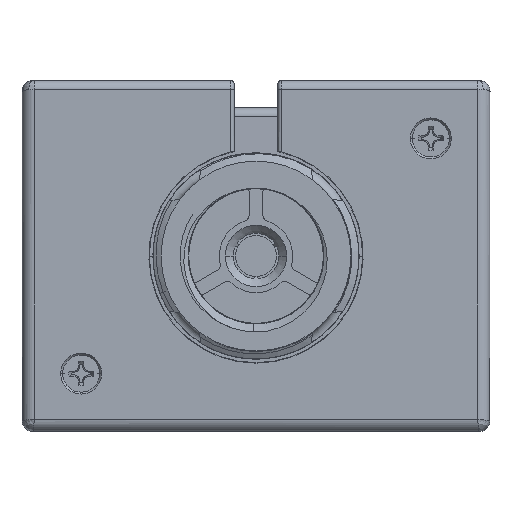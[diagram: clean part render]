
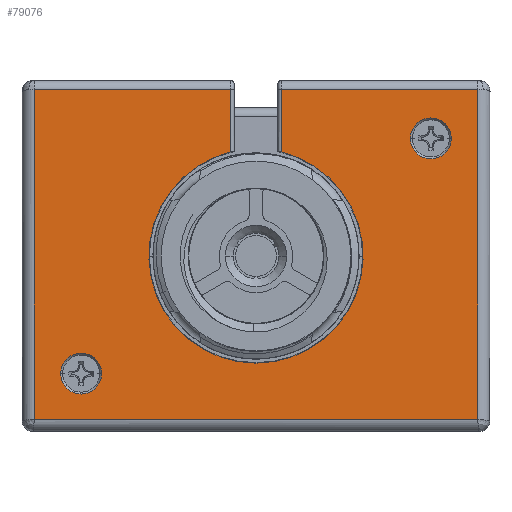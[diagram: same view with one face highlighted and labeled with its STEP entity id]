
A CAD part, front view. The second image highlights one B-rep face of the part: STEP entity #79076.
In plain terms, the highlighted planar face has unit normal (0, -1, 0).
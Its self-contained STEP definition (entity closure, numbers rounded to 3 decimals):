
#72241=CARTESIAN_POINT('',(25.4,0.,17.09));
#72242=DIRECTION('',(0.,1.,0.));
#72243=DIRECTION('',(-1.,0.,0.));
#72244=AXIS2_PLACEMENT_3D('',#72241,#72242,#72243);
#72246=CARTESIAN_POINT('',(25.4,0.,17.09));
#72247=DIRECTION('',(0.,1.,0.));
#72248=DIRECTION('',(1.,0.,0.));
#72249=AXIS2_PLACEMENT_3D('',#72246,#72247,#72248);
#72251=CARTESIAN_POINT('',(-25.4,0.,-17.09));
#72252=DIRECTION('',(0.,1.,0.));
#72253=DIRECTION('',(-1.,0.,0.));
#72254=AXIS2_PLACEMENT_3D('',#72251,#72252,#72253);
#72256=CARTESIAN_POINT('',(-25.4,0.,-17.09));
#72257=DIRECTION('',(0.,1.,0.));
#72258=DIRECTION('',(1.,0.,0.));
#72259=AXIS2_PLACEMENT_3D('',#72256,#72257,#72258);
#72261=DIRECTION('',(1.,0.,0.));
#72262=VECTOR('',#72261,28.525);
#72263=CARTESIAN_POINT('',(3.675,0.,24.15));
#72264=LINE('',#72263,#72262);
#72265=DIRECTION('',(0.,0.,-1.));
#72266=VECTOR('',#72265,47.85);
#72267=CARTESIAN_POINT('',(32.2,0.,24.15));
#72268=LINE('',#72267,#72266);
#72269=DIRECTION('',(-1.,0.,0.));
#72270=VECTOR('',#72269,64.4);
#72271=CARTESIAN_POINT('',(32.2,0.,-23.7));
#72272=LINE('',#72271,#72270);
#72273=DIRECTION('',(0.,0.,-1.));
#72274=VECTOR('',#72273,47.85);
#72275=CARTESIAN_POINT('',(-32.2,0.,24.15));
#72276=LINE('',#72275,#72274);
#72277=DIRECTION('',(1.,0.,0.));
#72278=VECTOR('',#72277,28.525);
#72279=CARTESIAN_POINT('',(-32.2,0.,24.15));
#72280=LINE('',#72279,#72278);
#72281=DIRECTION('',(0.,0.,1.));
#72282=VECTOR('',#72281,9.027);
#72283=CARTESIAN_POINT('',(-3.675,0.,15.123));
#72284=LINE('',#72283,#72282);
#72285=CARTESIAN_POINT('',(0.,0.,0.));
#72286=DIRECTION('',(0.,1.,0.));
#72287=DIRECTION('',(0.236,0.,0.972));
#72288=AXIS2_PLACEMENT_3D('',#72285,#72286,#72287);
#72290=DIRECTION('',(0.,0.,-1.));
#72291=VECTOR('',#72290,9.027);
#72292=CARTESIAN_POINT('',(3.675,0.,24.15));
#72293=LINE('',#72292,#72291);
#73446=CARTESIAN_POINT('',(-3.675,0.,15.123));
#73453=CARTESIAN_POINT('',(3.675,0.,15.123));
#77845=CARTESIAN_POINT('',(32.2,0.,-23.7));
#77846=CARTESIAN_POINT('',(-32.2,0.,-23.7));
#77847=VERTEX_POINT('',#77845);
#77848=VERTEX_POINT('',#77846);
#77858=VERTEX_POINT('',#73446);
#77863=VERTEX_POINT('',#73453);
#77874=CARTESIAN_POINT('',(32.2,0.,24.15));
#77875=VERTEX_POINT('',#77874);
#77878=CARTESIAN_POINT('',(3.675,0.,24.15));
#77879=VERTEX_POINT('',#77878);
#77884=CARTESIAN_POINT('',(-32.2,0.,24.15));
#77885=CARTESIAN_POINT('',(-3.675,0.,24.15));
#77886=VERTEX_POINT('',#77884);
#77887=VERTEX_POINT('',#77885);
#78979=CARTESIAN_POINT('',(22.425,0.,17.09));
#78980=CARTESIAN_POINT('',(28.375,0.,17.09));
#78981=VERTEX_POINT('',#78979);
#78982=VERTEX_POINT('',#78980);
#78983=CARTESIAN_POINT('',(-28.375,0.,-17.09));
#78984=CARTESIAN_POINT('',(-22.425,0.,-17.09));
#78985=VERTEX_POINT('',#78983);
#78986=VERTEX_POINT('',#78984);
#79042=CARTESIAN_POINT('',(-34.,0.,-25.5));
#79043=DIRECTION('',(0.,-1.,0.));
#79044=DIRECTION('',(1.,0.,0.));
#79045=AXIS2_PLACEMENT_3D('',#79042,#79043,#79044);
#79046=PLANE('',#79045);
#79048=ORIENTED_EDGE('',*,*,#79047,.T.);
#79050=ORIENTED_EDGE('',*,*,#79049,.T.);
#79051=ORIENTED_EDGE('',*,*,#79032,.T.);
#79053=ORIENTED_EDGE('',*,*,#79052,.F.);
#79055=ORIENTED_EDGE('',*,*,#79054,.T.);
#79057=ORIENTED_EDGE('',*,*,#79056,.F.);
#79059=ORIENTED_EDGE('',*,*,#79058,.F.);
#79061=ORIENTED_EDGE('',*,*,#79060,.F.);
#79062=EDGE_LOOP('',(#79048,#79050,#79051,#79053,#79055,#79057,#79059,#79061));
#79063=FACE_OUTER_BOUND('',#79062,.F.);
#79065=ORIENTED_EDGE('',*,*,#79064,.F.);
#79067=ORIENTED_EDGE('',*,*,#79066,.F.);
#79068=EDGE_LOOP('',(#79065,#79067));
#79069=FACE_BOUND('',#79068,.F.);
#79071=ORIENTED_EDGE('',*,*,#79070,.F.);
#79073=ORIENTED_EDGE('',*,*,#79072,.F.);
#79074=EDGE_LOOP('',(#79071,#79073));
#79075=FACE_BOUND('',#79074,.F.);
#79076=ADVANCED_FACE('',(#79063,#79069,#79075),#79046,.T.);
#72245=CIRCLE('',#72244,2.975);
#72250=CIRCLE('',#72249,2.975);
#72255=CIRCLE('',#72254,2.975);
#72260=CIRCLE('',#72259,2.975);
#72289=CIRCLE('',#72288,15.563);
#79032=EDGE_CURVE('',#77847,#77848,#72272,.T.);
#79047=EDGE_CURVE('',#77879,#77875,#72264,.T.);
#79049=EDGE_CURVE('',#77875,#77847,#72268,.T.);
#79052=EDGE_CURVE('',#77886,#77848,#72276,.T.);
#79054=EDGE_CURVE('',#77886,#77887,#72280,.T.);
#79056=EDGE_CURVE('',#77858,#77887,#72284,.T.);
#79058=EDGE_CURVE('',#77863,#77858,#72289,.T.);
#79060=EDGE_CURVE('',#77879,#77863,#72293,.T.);
#79064=EDGE_CURVE('',#78985,#78986,#72255,.T.);
#79066=EDGE_CURVE('',#78986,#78985,#72260,.T.);
#79070=EDGE_CURVE('',#78981,#78982,#72245,.T.);
#79072=EDGE_CURVE('',#78982,#78981,#72250,.T.);
